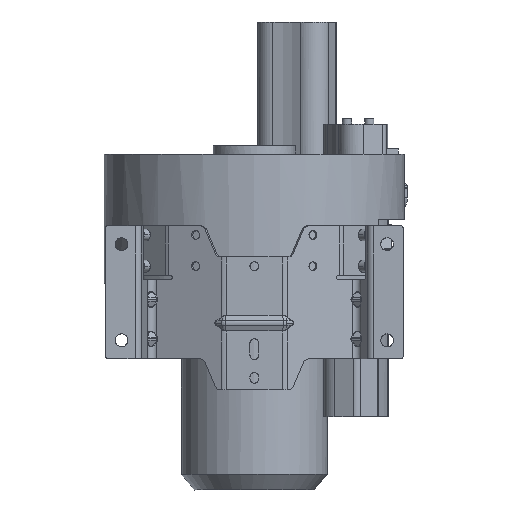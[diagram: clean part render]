
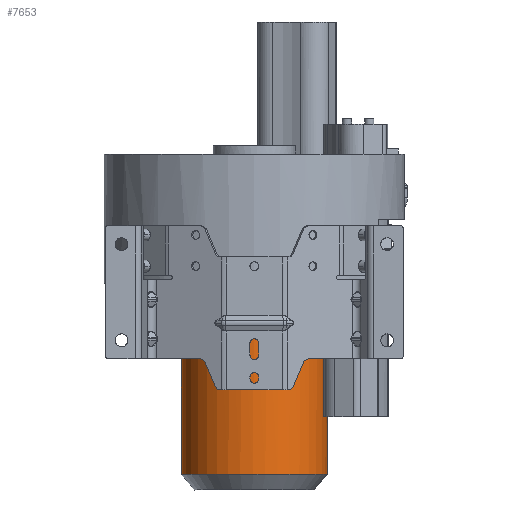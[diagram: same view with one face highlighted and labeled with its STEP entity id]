
A CAD part, front view. The second image highlights one B-rep face of the part: STEP entity #7653.
In plain terms, the highlighted cylindrical face has radius 79.5 mm (diameter 159 mm), a partial arc.
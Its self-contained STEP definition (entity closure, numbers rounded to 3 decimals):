
#876 = CARTESIAN_POINT ( 'NONE',  ( -78.988, -10.406, -312.5 ) ) ;
#1268 = CARTESIAN_POINT ( 'NONE',  ( -79.5, -5.203, -312.5 ) ) ;
#1372 = CARTESIAN_POINT ( 'NONE',  ( -79.5, 0., -104. ) ) ;
#1454 = CARTESIAN_POINT ( 'NONE',  ( -71.457, -35.231, -312.5 ) ) ;
#1469 = VECTOR ( 'NONE', #3576, 1000. ) ;
#2121 = VERTEX_POINT ( 'NONE', #23833 ) ;
#2256 = VERTEX_POINT ( 'NONE', #10061 ) ;
#2356 = CARTESIAN_POINT ( 'NONE',  ( -20.613, -76.957, -312.5 ) ) ;
#2928 = VERTEX_POINT ( 'NONE', #28910 ) ;
#3576 = DIRECTION ( 'NONE',  ( 0., 0., -1. ) ) ;
#4508 = DIRECTION ( 'NONE',  ( -1., 0., 0. ) ) ;
#4836 = B_SPLINE_CURVE_WITH_KNOTS ( 'NONE', 3,
 ( #21944, #1268, #876, #10132, #27946, #1454, #8138, #18834, #13427, #33736, #34634, #5240, #25031, #33927, #2356, #11412, #8896, #35014, #17777, #32122, #32689, #17399, #38126, #17024, #28852, #31931, #35403, #14141, #29228, #11993, #9088, #8517, #20126, #23039 ),
 .UNSPECIFIED., .F., .F.,
 ( 4, 2, 2, 2, 2, 2, 2, 2, 2, 2, 2, 2, 2, 2, 2, 2, 4 ),
 ( 0., 0.063, 0.125, 0.188, 0.25, 0.313, 0.375, 0.438, 0.5, 0.563, 0.625, 0.688, 0.75, 0.813, 0.875, 0.938, 1. ),
 .UNSPECIFIED. ) ;
#5240 = CARTESIAN_POINT ( 'NONE',  ( -39.841, -68.993, -312.5 ) ) ;
#6513 = ORIENTED_EDGE ( 'NONE', *, *, #36002, .F. ) ;
#7036 = CARTESIAN_POINT ( 'NONE',  ( 79.5, 0., -104. ) ) ;
#7089 = CARTESIAN_POINT ( 'NONE',  ( 0., 0., -104. ) ) ;
#7653 = ADVANCED_FACE ( 'NONE', ( #33590 ), #21218, .T. ) ;
#7781 = CARTESIAN_POINT ( 'NONE',  ( 0., 0., -104. ) ) ;
#8138 = CARTESIAN_POINT ( 'NONE',  ( -68.993, -39.841, -312.5 ) ) ;
#8517 = CARTESIAN_POINT ( 'NONE',  ( 78.988, -10.406, -312.5 ) ) ;
#8896 = CARTESIAN_POINT ( 'NONE',  ( -5.203, -79.5, -312.5 ) ) ;
#9088 = CARTESIAN_POINT ( 'NONE',  ( 76.957, -20.613, -312.5 ) ) ;
#9613 = DIRECTION ( 'NONE',  ( -1., 0., 0. ) ) ;
#9708 = ORIENTED_EDGE ( 'NONE', *, *, #38052, .F. ) ;
#10061 = CARTESIAN_POINT ( 'NONE',  ( -79.5, 0., -312.5 ) ) ;
#10132 = CARTESIAN_POINT ( 'NONE',  ( -76.957, -20.613, -312.5 ) ) ;
#11412 = CARTESIAN_POINT ( 'NONE',  ( -10.406, -78.988, -312.5 ) ) ;
#11703 = VECTOR ( 'NONE', #35768, 1000. ) ;
#11993 = CARTESIAN_POINT ( 'NONE',  ( 75.44, -25.616, -312.5 ) ) ;
#12160 = CARTESIAN_POINT ( 'NONE',  ( -79.5, 0., -104. ) ) ;
#13427 = CARTESIAN_POINT ( 'NONE',  ( -59.894, -52.536, -312.5 ) ) ;
#13799 = EDGE_CURVE ( 'NONE', #2256, #2928, #4836, .T. ) ;
#14141 = CARTESIAN_POINT ( 'NONE',  ( 68.993, -39.841, -312.5 ) ) ;
#17024 = CARTESIAN_POINT ( 'NONE',  ( 48.494, -63.211, -312.5 ) ) ;
#17399 = CARTESIAN_POINT ( 'NONE',  ( 35.231, -71.457, -312.5 ) ) ;
#17626 = AXIS2_PLACEMENT_3D ( 'NONE', #7089, #21607, #9613 ) ;
#17777 = CARTESIAN_POINT ( 'NONE',  ( 10.406, -78.988, -312.5 ) ) ;
#18718 = CIRCLE ( 'NONE', #22443, 79.5 ) ;
#18834 = CARTESIAN_POINT ( 'NONE',  ( -63.211, -48.494, -312.5 ) ) ;
#20126 = CARTESIAN_POINT ( 'NONE',  ( 79.5, -5.203, -312.5 ) ) ;
#21218 = CYLINDRICAL_SURFACE ( 'NONE', #17626, 79.5 ) ;
#21607 = DIRECTION ( 'NONE',  ( 0., 0., -1. ) ) ;
#21740 = DIRECTION ( 'NONE',  ( 0., 0., 1. ) ) ;
#21944 = CARTESIAN_POINT ( 'NONE',  ( -79.5, 0., -312.5 ) ) ;
#22443 = AXIS2_PLACEMENT_3D ( 'NONE', #7781, #21740, #4508 ) ;
#22639 = EDGE_CURVE ( 'NONE', #33271, #2256, #26881, .T. ) ;
#23039 = CARTESIAN_POINT ( 'NONE',  ( 79.5, 0., -312.5 ) ) ;
#23833 = CARTESIAN_POINT ( 'NONE',  ( 79.5, 0., -104. ) ) ;
#24261 = LINE ( 'NONE', #7036, #1469 ) ;
#25031 = CARTESIAN_POINT ( 'NONE',  ( -35.231, -71.457, -312.5 ) ) ;
#25901 = EDGE_LOOP ( 'NONE', ( #9708, #6513, #35737, #38226 ) ) ;
#26881 = LINE ( 'NONE', #12160, #11703 ) ;
#27946 = CARTESIAN_POINT ( 'NONE',  ( -75.44, -25.616, -312.5 ) ) ;
#28852 = CARTESIAN_POINT ( 'NONE',  ( 52.536, -59.894, -312.5 ) ) ;
#28910 = CARTESIAN_POINT ( 'NONE',  ( 79.5, 0., -312.5 ) ) ;
#29228 = CARTESIAN_POINT ( 'NONE',  ( 71.457, -35.231, -312.5 ) ) ;
#31931 = CARTESIAN_POINT ( 'NONE',  ( 59.894, -52.536, -312.5 ) ) ;
#32122 = CARTESIAN_POINT ( 'NONE',  ( 20.613, -76.957, -312.5 ) ) ;
#32689 = CARTESIAN_POINT ( 'NONE',  ( 25.616, -75.44, -312.5 ) ) ;
#33271 = VERTEX_POINT ( 'NONE', #1372 ) ;
#33590 = FACE_OUTER_BOUND ( 'NONE', #25901, .T. ) ;
#33736 = CARTESIAN_POINT ( 'NONE',  ( -52.536, -59.894, -312.5 ) ) ;
#33927 = CARTESIAN_POINT ( 'NONE',  ( -25.616, -75.44, -312.5 ) ) ;
#34634 = CARTESIAN_POINT ( 'NONE',  ( -48.494, -63.211, -312.5 ) ) ;
#35014 = CARTESIAN_POINT ( 'NONE',  ( 5.203, -79.5, -312.5 ) ) ;
#35403 = CARTESIAN_POINT ( 'NONE',  ( 63.211, -48.494, -312.5 ) ) ;
#35737 = ORIENTED_EDGE ( 'NONE', *, *, #22639, .T. ) ;
#35768 = DIRECTION ( 'NONE',  ( 0., 0., -1. ) ) ;
#36002 = EDGE_CURVE ( 'NONE', #33271, #2121, #18718, .T. ) ;
#38052 = EDGE_CURVE ( 'NONE', #2121, #2928, #24261, .T. ) ;
#38126 = CARTESIAN_POINT ( 'NONE',  ( 39.841, -68.993, -312.5 ) ) ;
#38226 = ORIENTED_EDGE ( 'NONE', *, *, #13799, .T. ) ;
